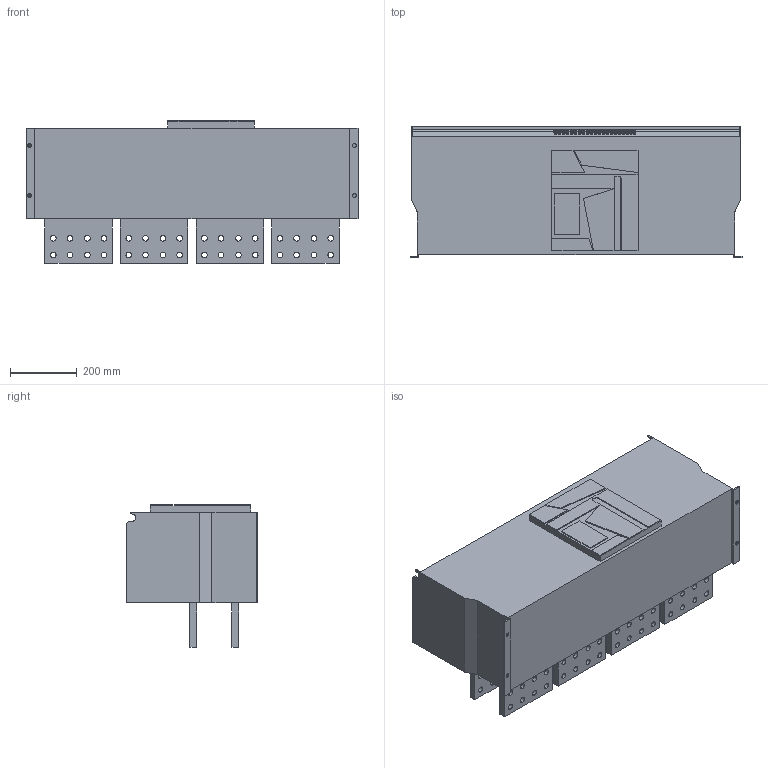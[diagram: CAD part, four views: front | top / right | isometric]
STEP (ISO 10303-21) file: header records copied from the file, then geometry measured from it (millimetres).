
FILE_DESCRIPTION (( 'STEP AP203' ), '1' );
FILE_NAME ('4FH-5000 H.STEP', '2022-12-15T15:04:22', ( '' ), ( '' ), 'SwSTEP 2.0', 'SolidWorks 2022', '' );
FILE_SCHEMA (( 'CONFIG_CONTROL_DESIGN' ));
Length unit declared in the file: millimetre
Products named in the file (1): 4FH-5000 H
Bounding box: 993 x 394 x 427 mm (x, y, z)
Volume: 104479250.8 mm3; surface area: 2063190.1 mm2
Topology: 1 solids, 1 shells, 756 faces, 1838 edges, 1219 vertices
Faces by surface type: plane 492, cylinder 264
Entity records: 22503 total; most frequent: DIRECTION 3872, CARTESIAN_POINT 3826, ORIENTED_EDGE 3676, EDGE_CURVE 1838, LINE 1310, VECTOR 1310, AXIS2_PLACEMENT_3D 1281, VERTEX_POINT 1219
